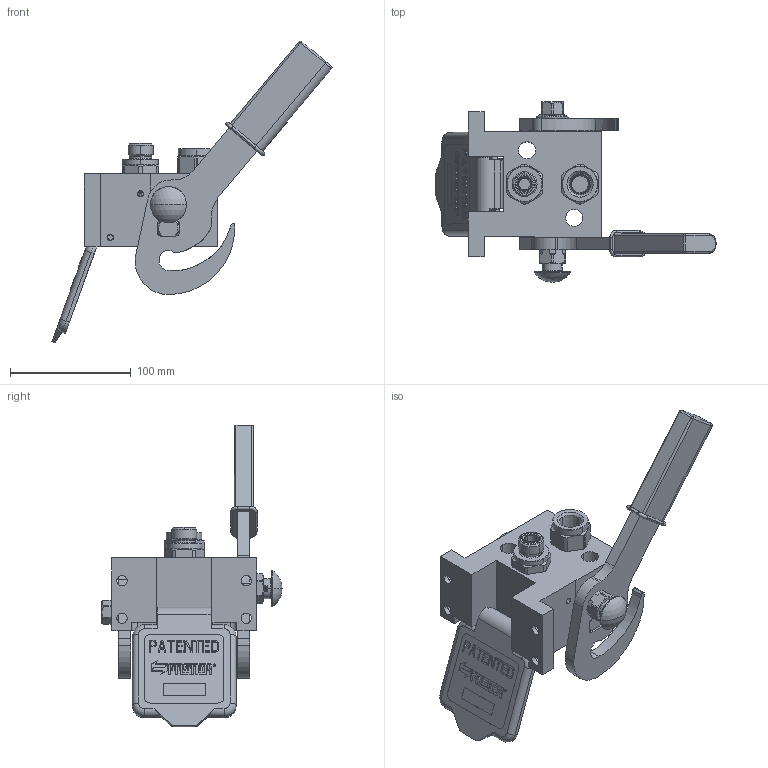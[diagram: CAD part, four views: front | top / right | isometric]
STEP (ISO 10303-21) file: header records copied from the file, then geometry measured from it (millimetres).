
FILE_DESCRIPTION (( 'STEP AP214' ), '1' );
FILE_NAME ('FASTER.step', '2025-03-04T19:46:09', ( '' ), ( '' ), 'SwSTEP 2.0', 'SolidWorks 2017', '' );
FILE_SCHEMA (( 'AUTOMOTIVE_DESIGN' ));
Length unit declared in the file: millimetre
Products named in the file (33): or2x18; 4820_024_1012_000; 4830_070_0000_001; 4820_001_0001_004; 4820_024_1012_000_ASM; 2ffnb12_npt_f; 4820_024_1001_021; FASTER; 4830_022_0000_011; 2ffnb1211_12sf; 4820_024_1001_020; sicura_p5; 4820_020_1000_021; 1540_080_0012_000; P208_F_BASE; 4830_025_1000_000; et012; 4820_001_0004_000; curs_molla_12; 4830_001_0005_301; 4340_014_0000_000; 4830_025_0000_001; 4142_072_1000_300; 4830_024_0001_012; 0048_042_0412_000; A_2ffnb1211_12sf; 4820_024_1012_020; 4830_025_2000_000; or1_5x7_m; A_2ffnb12_npt_f; 4830_001_0005_300
Assembly tree (34 placements, depth 4):
  FASTER
    P208_F_BASE
      4820_020_1000_021
      4830_001_0005_301
      4830_001_0005_300
      4820_001_0001_004
      4820_001_0004_000
    A_2ffnb1211_12sf
      curs_molla_12
        4340_014_0000_000
        4142_072_1000_300
      2ffnb1211_12sf
        2ffnb1211_12sf
    A_2ffnb12_npt_f
      curs_molla_12
        4340_014_0000_000
        4142_072_1000_300
      2ffnb12_npt_f
        2ffnb12_npt_f
    4820_024_1012_000
      4820_024_1012_000_ASM
        4820_024_1012_020
        4820_024_1001_021
      sicura_p5
        4830_025_0000_001
        or1_5x7_m
        0048_042_0412_000
      4830_025_1000_000
      4830_022_0000_011
      4830_070_0000_001
      4820_024_1001_020
      1540_080_0012_000
      4830_025_2000_000
      4830_024_0001_012
      or2x18  x2
    et012
Bounding box: 232.1 x 149.33 x 250.2 mm (x, y, z)
Volume: 129122.9 mm3; surface area: 219243.7 mm2
Topology: 28 solids, 56 shells, 3035 faces, 7906 edges, 5045 vertices
Faces by surface type: plane 1785, cylinder 551, cone 248, bspline 221, torus 186, sphere 44
Entity records: 127382 total; most frequent: CARTESIAN_POINT 50488, ORIENTED_EDGE 15272, DIRECTION 13862, EDGE_CURVE 7741, VECTOR 5294, LINE 5294, VERTEX_POINT 4967, AXIS2_PLACEMENT_3D 4284
